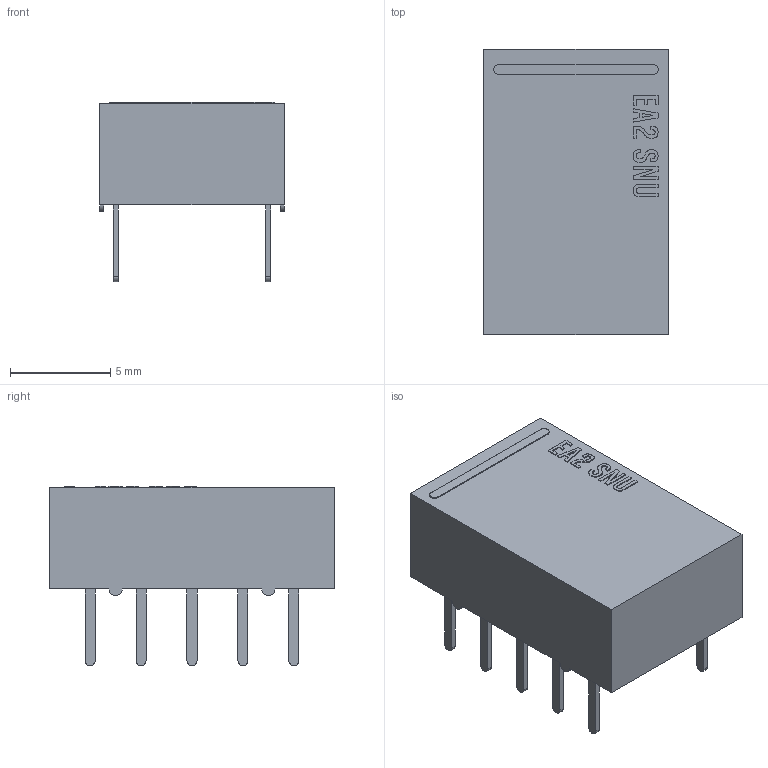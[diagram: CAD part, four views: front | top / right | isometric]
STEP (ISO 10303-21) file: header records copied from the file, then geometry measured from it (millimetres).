
FILE_DESCRIPTION(('FreeCAD Model'),'2;1');
FILE_NAME('Kemet_EA2-SNU.step','2019-07-22T18:39:40',('Author'),(''), 'Open CASCADE STEP processor 7.3','FreeCAD','Unknown');
FILE_SCHEMA(('AUTOMOTIVE_DESIGN { 1 0 10303 214 1 1 1 1 }'));
Length unit declared in the file: millimetre
Products named in the file (1): EA2-SNU
Bounding box: 9.2 x 14.2 x 8.95 mm (x, y, z)
Volume: 658.4 mm3; surface area: 567.7 mm2
Topology: 11 solids, 11 shells, 235 faces, 604 edges, 400 vertices
Faces by surface type: plane 145, extrusion 70, cylinder 20
Entity records: 8793 total; most frequent: CARTESIAN_POINT 1660, ORIENTED_EDGE 1208, DIRECTION 906, EDGE_CURVE 604, VECTOR 494, LINE 424, VERTEX_POINT 400, FACE_BOUND 244
